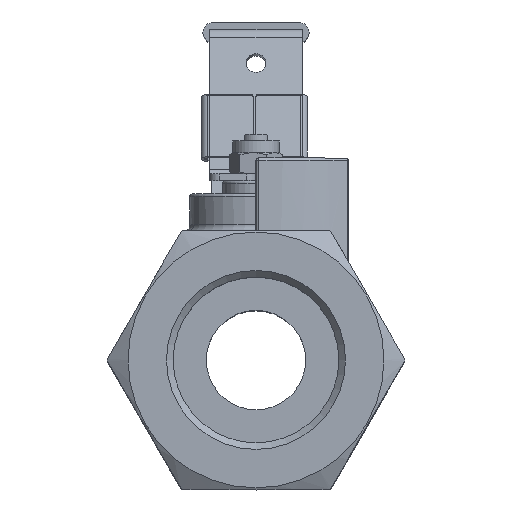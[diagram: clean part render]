
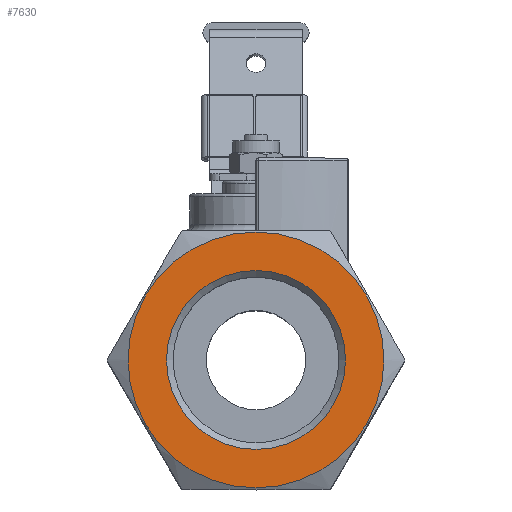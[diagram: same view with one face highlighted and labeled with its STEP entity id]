
A CAD part, top view. The second image highlights one B-rep face of the part: STEP entity #7630.
In plain terms, the highlighted planar face has unit normal (0, 0, 1).
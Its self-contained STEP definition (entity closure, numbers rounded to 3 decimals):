
#187=PLANE('',#8297);
#354=FACE_BOUND('',#1097,.T.);
#664=FACE_OUTER_BOUND('',#1096,.T.);
#1096=EDGE_LOOP('',(#5711));
#1097=EDGE_LOOP('',(#5712));
#1409=CIRCLE('',#8091,19.3);
#1484=CIRCLE('',#8292,13.5);
#3137=VERTEX_POINT('',#11157);
#3304=VERTEX_POINT('',#12813);
#3875=EDGE_CURVE('',#3137,#3137,#1409,.T.);
#4185=EDGE_CURVE('',#3304,#3304,#1484,.T.);
#5711=ORIENTED_EDGE('',*,*,#3875,.T.);
#5712=ORIENTED_EDGE('',*,*,#4185,.F.);
#7630=ADVANCED_FACE('',(#664,#354),#187,.T.);
#8091=AXIS2_PLACEMENT_3D('',#11158,#8798,#8799);
#8292=AXIS2_PLACEMENT_3D('',#12814,#9339,#9340);
#8297=AXIS2_PLACEMENT_3D('',#12824,#9351,#9352);
#8798=DIRECTION('center_axis',(0.,0.,1.));
#8799=DIRECTION('ref_axis',(0.,1.,0.));
#9339=DIRECTION('center_axis',(0.,0.,1.));
#9340=DIRECTION('ref_axis',(-1.,0.,0.));
#9351=DIRECTION('center_axis',(0.,0.,1.));
#9352=DIRECTION('ref_axis',(1.,0.,0.));
#11157=CARTESIAN_POINT('',(0.,-19.3,34.5));
#11158=CARTESIAN_POINT('Origin',(0.,0.,34.5));
#12813=CARTESIAN_POINT('',(13.5,0.,34.5));
#12814=CARTESIAN_POINT('Origin',(0.,0.,34.5));
#12824=CARTESIAN_POINT('Origin',(0.,0.,34.5));
